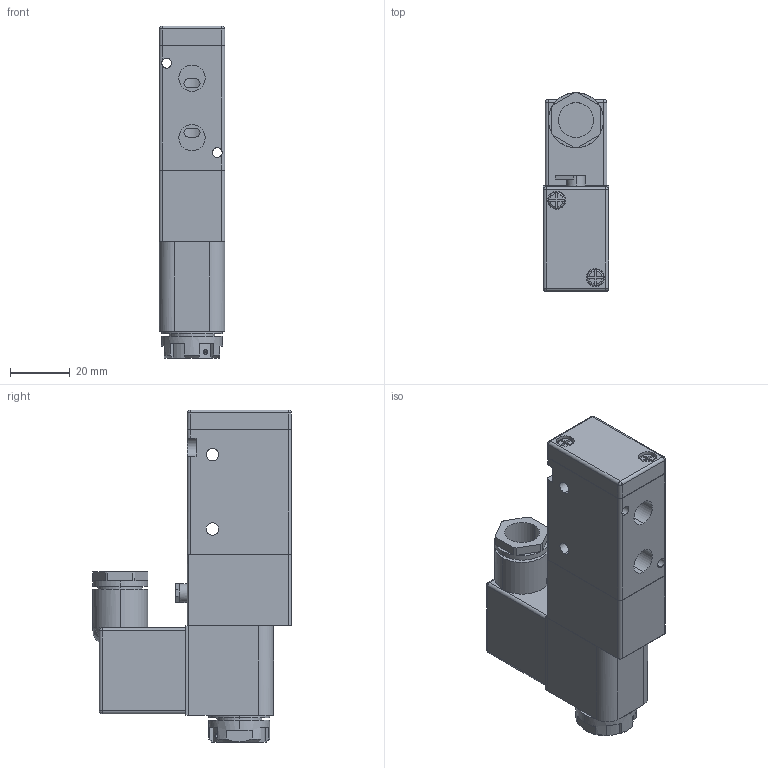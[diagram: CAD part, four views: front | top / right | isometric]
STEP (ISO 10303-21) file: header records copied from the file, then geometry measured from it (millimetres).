
FILE_DESCRIPTION (( 'STEP AP203' ), '1' );
FILE_NAME ('J3V210-06-NC外形图(step格式）.STEP', '2020-06-16T08:39:50', ( 'jeljs' ), ( 'Microsoft' ), 'SwSTEP 2.0', 'SolidWorks 2016', '' );
FILE_SCHEMA (( 'CONFIG_CONTROL_DESIGN' ));
Length unit declared in the file: millimetre
Products named in the file (1): J3V210-06-NC外形图(step格式）
Bounding box: 22 x 66.75 x 111.5 mm (x, y, z)
Volume: 91372 mm3; surface area: 22325 mm2
Topology: 1 solids, 2 shells, 296 faces, 787 edges, 500 vertices
Faces by surface type: plane 182, cylinder 89, torus 10, sphere 8, cone 5, bspline 2
Entity records: 9735 total; most frequent: CARTESIAN_POINT 2266, ORIENTED_EDGE 1558, DIRECTION 1547, EDGE_CURVE 779, AXIS2_PLACEMENT_3D 549, VERTEX_POINT 500, VECTOR 449, LINE 449
